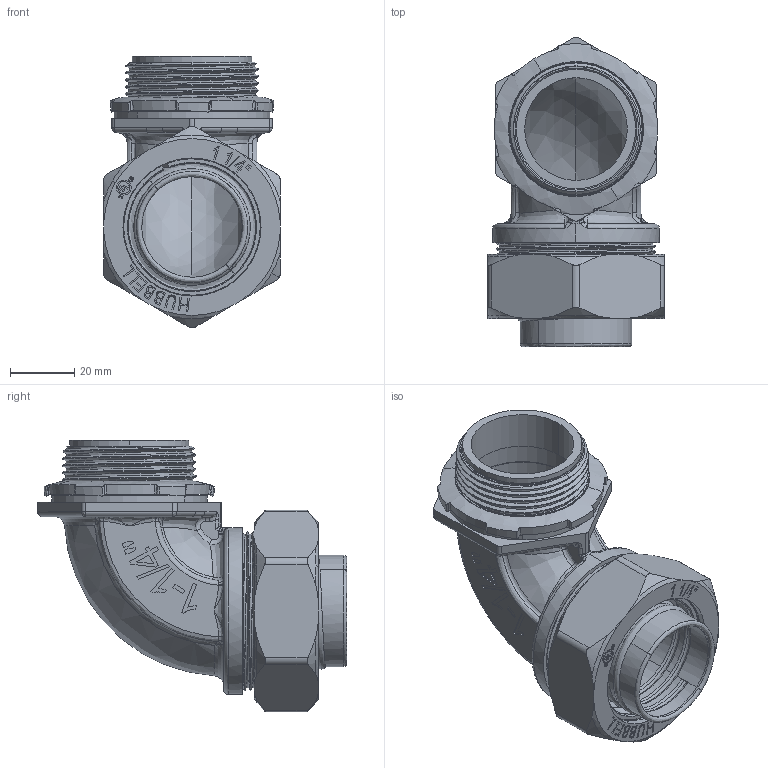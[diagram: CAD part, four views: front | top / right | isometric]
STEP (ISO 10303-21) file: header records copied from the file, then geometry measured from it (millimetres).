
FILE_DESCRIPTION (( 'STEP AP214' ), '1' );
FILE_NAME ('3545.STEP', '2019-07-31T19:39:28', ( '' ), ( '' ), 'SwSTEP 2.0', 'SolidWorks 2018', '' );
FILE_SCHEMA (( 'AUTOMOTIVE_DESIGN' ));
Length unit declared in the file: inch
Products named in the file (1): 3545
Bounding box: 54.99 x 96.36 x 84.56 mm (x, y, z)
Volume: 63296.3 mm3; surface area: 58853.5 mm2
Topology: 7 solids, 7 shells, 687 faces, 1841 edges, 1193 vertices
Faces by surface type: plane 274, bspline 226, cylinder 129, cone 58
Entity records: 51266 total; most frequent: CARTESIAN_POINT 27183, ORIENTED_EDGE 3658, DIRECTION 2438, EDGE_CURVE 1829, VERTEX_POINT 1193, VECTOR 840, LINE 840, AXIS2_PLACEMENT_3D 799
